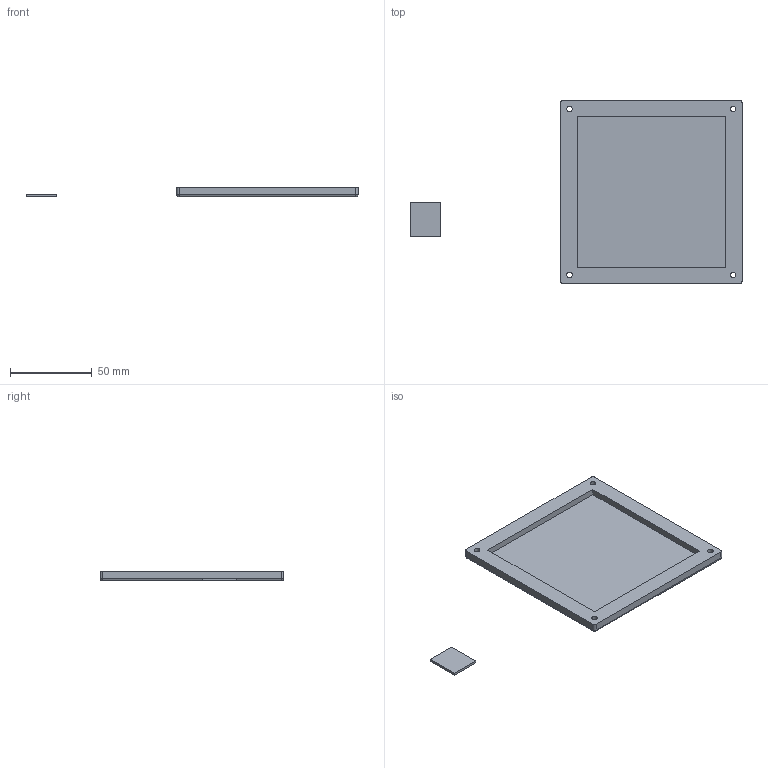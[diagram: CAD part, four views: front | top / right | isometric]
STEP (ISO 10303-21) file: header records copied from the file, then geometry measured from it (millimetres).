
FILE_DESCRIPTION(/* description */ (''),/* implementation_level */ '2;1');
FILE_NAME(/* name */ 'Bottom Hackpad Case (transparent).step',/* time_stamp */ '2026-01-14T15:39:11+08:00',/* author */ (''),/* organization */ (''),/* preprocessor_version */ 'ST-DEVELOPER v20.1',/* originating_system */ 'Autodesk Translation Framework v14.21.0.0',/* authorisation */ '');
FILE_SCHEMA (('AUTOMOTIVE_DESIGN { 1 0 10303 214 3 1 1 }'));
Length unit declared in the file: millimetre
Products named in the file (1): 2026-01-09-18-03-55-338
Bounding box: 203.7 x 112.6 x 6 mm (x, y, z)
Volume: 41485.6 mm3; surface area: 31441 mm2
Topology: 3 solids, 3 shells, 38 faces, 84 edges, 52 vertices
Faces by surface type: plane 22, cylinder 12, sphere 4
Full cylindrical faces by diameter (mm): 3.4 x4
Entity records: 1087 total; most frequent: DIRECTION 186, CARTESIAN_POINT 175, ORIENTED_EDGE 168, EDGE_CURVE 84, AXIS2_PLACEMENT_3D 63, LINE 60, VECTOR 60, VERTEX_POINT 52
